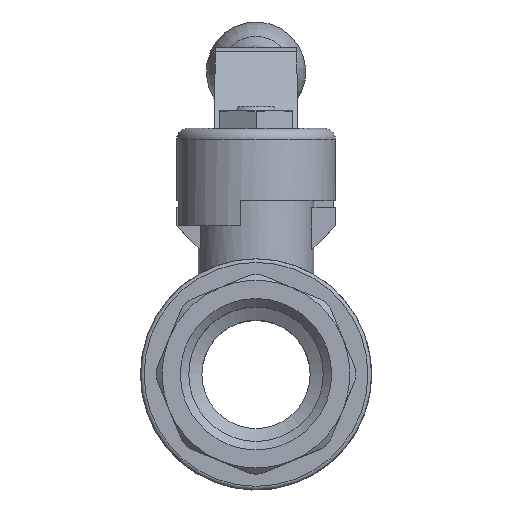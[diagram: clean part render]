
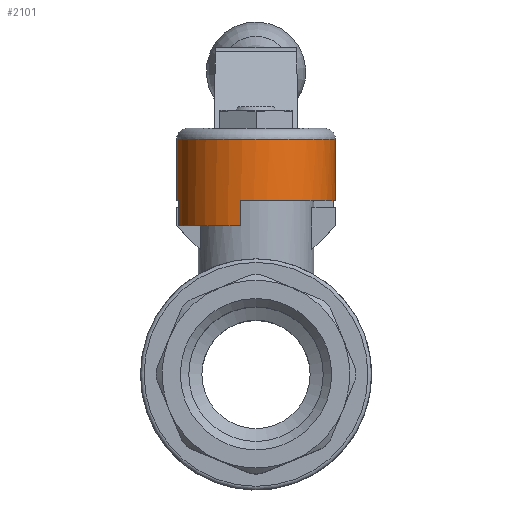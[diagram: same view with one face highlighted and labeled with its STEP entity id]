
A CAD part, top view. The second image highlights one B-rep face of the part: STEP entity #2101.
In plain terms, the highlighted cylindrical face has radius 11 mm (diameter 22 mm), a partial arc.
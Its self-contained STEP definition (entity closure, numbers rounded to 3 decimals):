
#65=CYLINDRICAL_SURFACE('',#2256,11.);
#99=CIRCLE('',#2247,11.);
#101=CIRCLE('',#2249,11.);
#102=CIRCLE('',#2257,11.);
#103=CIRCLE('',#2258,11.);
#104=CIRCLE('',#2259,11.);
#105=CIRCLE('',#2260,11.);
#198=LINE('',#3136,#312);
#201=LINE('',#3158,#315);
#204=LINE('',#3177,#318);
#205=LINE('',#3181,#319);
#206=LINE('',#3185,#320);
#207=LINE('',#3189,#321);
#312=VECTOR('',#2502,1000.);
#315=VECTOR('',#2511,1000.);
#318=VECTOR('',#2518,1000.);
#319=VECTOR('',#2521,1000.);
#320=VECTOR('',#2524,1000.);
#321=VECTOR('',#2527,1000.);
#461=ORIENTED_EDGE('',*,*,#1097,.F.);
#462=ORIENTED_EDGE('',*,*,#1081,.T.);
#463=ORIENTED_EDGE('',*,*,#1103,.F.);
#464=ORIENTED_EDGE('',*,*,#1104,.F.);
#465=ORIENTED_EDGE('',*,*,#1105,.F.);
#466=ORIENTED_EDGE('',*,*,#1106,.T.);
#467=ORIENTED_EDGE('',*,*,#1107,.F.);
#468=ORIENTED_EDGE('',*,*,#1108,.F.);
#469=ORIENTED_EDGE('',*,*,#1109,.F.);
#470=ORIENTED_EDGE('',*,*,#1077,.F.);
#471=ORIENTED_EDGE('',*,*,#1089,.F.);
#472=ORIENTED_EDGE('',*,*,#1110,.T.);
#1077=EDGE_CURVE('',#1401,#1402,#99,.T.);
#1081=EDGE_CURVE('',#1406,#1405,#101,.T.);
#1089=EDGE_CURVE('',#1412,#1401,#198,.T.);
#1097=EDGE_CURVE('',#1406,#1417,#201,.F.);
#1103=EDGE_CURVE('',#1421,#1405,#204,.F.);
#1104=EDGE_CURVE('',#1422,#1421,#102,.T.);
#1105=EDGE_CURVE('',#1423,#1422,#205,.T.);
#1106=EDGE_CURVE('',#1423,#1424,#103,.T.);
#1107=EDGE_CURVE('',#1425,#1424,#206,.F.);
#1108=EDGE_CURVE('',#1426,#1425,#104,.T.);
#1109=EDGE_CURVE('',#1402,#1426,#207,.T.);
#1110=EDGE_CURVE('',#1412,#1417,#105,.T.);
#1401=VERTEX_POINT('',#3101);
#1402=VERTEX_POINT('',#3103);
#1405=VERTEX_POINT('',#3109);
#1406=VERTEX_POINT('',#3111);
#1412=VERTEX_POINT('',#3135);
#1417=VERTEX_POINT('',#3159);
#1421=VERTEX_POINT('',#3178);
#1422=VERTEX_POINT('',#3180);
#1423=VERTEX_POINT('',#3182);
#1424=VERTEX_POINT('',#3184);
#1425=VERTEX_POINT('',#3186);
#1426=VERTEX_POINT('',#3188);
#1721=EDGE_LOOP('',(#461,#462,#463,#464,#465,#466,#467,#468,#469,#470,#471,
#472));
#1880=FACE_BOUND('',#1721,.T.);
#2101=ADVANCED_FACE('',(#1880),#65,.T.);
#2247=AXIS2_PLACEMENT_3D('',#3102,#2487,#2488);
#2249=AXIS2_PLACEMENT_3D('',#3110,#2493,#2494);
#2256=AXIS2_PLACEMENT_3D('',#3176,#2516,#2517);
#2257=AXIS2_PLACEMENT_3D('',#3179,#2519,#2520);
#2258=AXIS2_PLACEMENT_3D('',#3183,#2522,#2523);
#2259=AXIS2_PLACEMENT_3D('',#3187,#2525,#2526);
#2260=AXIS2_PLACEMENT_3D('',#3190,#2528,#2529);
#2487=DIRECTION('',(0.,1.,0.));
#2488=DIRECTION('',(0.,0.,1.));
#2493=DIRECTION('',(0.,1.,0.));
#2494=DIRECTION('',(0.,0.,1.));
#2502=DIRECTION('',(0.,-1.,0.));
#2511=DIRECTION('',(0.,-1.,0.));
#2516=DIRECTION('',(0.,-1.,0.));
#2517=DIRECTION('',(0.,0.,-1.));
#2518=DIRECTION('',(0.,-1.,0.));
#2519=DIRECTION('',(0.,-1.,0.));
#2520=DIRECTION('',(0.,0.,-1.));
#2521=DIRECTION('',(0.,-1.,0.));
#2522=DIRECTION('',(0.,1.,0.));
#2523=DIRECTION('',(0.,0.,1.));
#2524=DIRECTION('',(0.,-1.,0.));
#2525=DIRECTION('',(0.,-1.,0.));
#2526=DIRECTION('',(0.,0.,-1.));
#2527=DIRECTION('',(0.,-1.,0.));
#2528=DIRECTION('',(0.,-1.,0.));
#2529=DIRECTION('',(0.,0.,-1.));
#3101=CARTESIAN_POINT('',(5.837,24.1,-9.323));
#3102=CARTESIAN_POINT('',(0.,24.1,0.));
#3103=CARTESIAN_POINT('',(2.1,24.1,-10.798));
#3109=CARTESIAN_POINT('',(-10.798,24.1,2.1));
#3110=CARTESIAN_POINT('',(0.,24.1,0.));
#3111=CARTESIAN_POINT('',(-5.837,24.1,-9.323));
#3135=CARTESIAN_POINT('',(5.837,32.6,-9.323));
#3136=CARTESIAN_POINT('',(5.837,0.,-9.323));
#3158=CARTESIAN_POINT('',(-5.837,0.,-9.323));
#3159=CARTESIAN_POINT('',(-5.837,32.6,-9.323));
#3176=CARTESIAN_POINT('',(0.,0.,0.));
#3177=CARTESIAN_POINT('',(-10.798,0.,2.1));
#3178=CARTESIAN_POINT('',(-10.798,20.6,2.1));
#3179=CARTESIAN_POINT('',(0.,20.6,0.));
#3180=CARTESIAN_POINT('',(-2.1,20.6,10.798));
#3181=CARTESIAN_POINT('',(-2.1,0.,10.798));
#3182=CARTESIAN_POINT('',(-2.1,24.1,10.798));
#3183=CARTESIAN_POINT('',(0.,24.1,0.));
#3184=CARTESIAN_POINT('',(10.798,24.1,-2.1));
#3185=CARTESIAN_POINT('',(10.798,0.,-2.1));
#3186=CARTESIAN_POINT('',(10.798,20.6,-2.1));
#3187=CARTESIAN_POINT('',(0.,20.6,0.));
#3188=CARTESIAN_POINT('',(2.1,20.6,-10.798));
#3189=CARTESIAN_POINT('',(2.1,0.,-10.798));
#3190=CARTESIAN_POINT('',(0.,32.6,0.));
